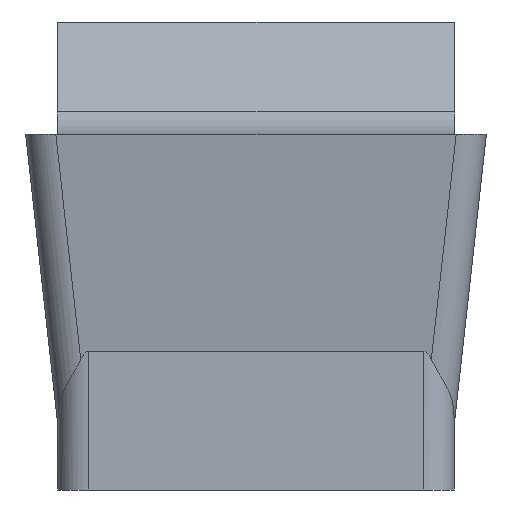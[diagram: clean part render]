
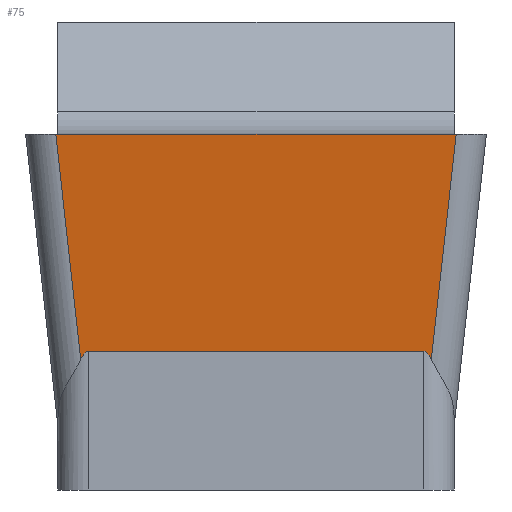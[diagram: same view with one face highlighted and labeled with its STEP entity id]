
A CAD part, front view. The second image highlights one B-rep face of the part: STEP entity #75.
In plain terms, the highlighted planar face has unit normal (0, -0.993, -0.122).
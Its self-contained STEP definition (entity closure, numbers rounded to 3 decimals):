
#75=ADVANCED_FACE('HEAD_NEUTRAL_UDF_SU2',(#129),#101,.F.);
#101=PLANE('',#750);
#129=FACE_OUTER_BOUND('',#163,.T.);
#163=EDGE_LOOP('',(#333,#334,#335,#336,#337,#338));
#189=ELLIPSE('',#728,3.282,0.4);
#190=ELLIPSE('',#731,3.282,0.4);
#333=ORIENTED_EDGE('',*,*,#502,.F.);
#334=ORIENTED_EDGE('',*,*,#537,.T.);
#335=ORIENTED_EDGE('',*,*,#526,.F.);
#336=ORIENTED_EDGE('',*,*,#538,.T.);
#337=ORIENTED_EDGE('',*,*,#504,.F.);
#338=ORIENTED_EDGE('',*,*,#497,.T.);
#429=VERTEX_POINT('',#1122);
#430=VERTEX_POINT('',#1123);
#433=VERTEX_POINT('',#1140);
#434=VERTEX_POINT('',#1145);
#446=VERTEX_POINT('',#1203);
#447=VERTEX_POINT('',#1205);
#497=EDGE_CURVE('',#429,#430,#575,.T.);
#502=EDGE_CURVE('',#433,#430,#189,.T.);
#504=EDGE_CURVE('',#429,#434,#190,.T.);
#526=EDGE_CURVE('',#446,#447,#592,.T.);
#537=EDGE_CURVE('',#433,#447,#599,.T.);
#538=EDGE_CURVE('',#446,#434,#600,.T.);
#575=LINE('',#1121,#635);
#592=LINE('',#1204,#652);
#599=LINE('',#1258,#659);
#600=LINE('',#1259,#660);
#635=VECTOR('',#828,1.);
#652=VECTOR('',#877,1.);
#659=VECTOR('',#898,1.);
#660=VECTOR('',#899,1.);
#728=AXIS2_PLACEMENT_3D('',#1141,#834,#835);
#731=AXIS2_PLACEMENT_3D('',#1144,#840,#841);
#750=AXIS2_PLACEMENT_3D('',#1260,#900,#901);
#828=DIRECTION('',(1.,0.,0.));
#834=DIRECTION('',(0.,-0.993,-0.122));
#835=DIRECTION('',(0.,0.122,-0.993));
#840=DIRECTION('',(0.,-0.993,-0.122));
#841=DIRECTION('',(0.,-0.122,0.993));
#877=DIRECTION('',(1.,0.,0.));
#898=DIRECTION('',(0.109,-0.121,0.987));
#899=DIRECTION('',(0.109,0.121,-0.987));
#900=DIRECTION('',(0.,0.993,0.122));
#901=DIRECTION('',(1.,0.,0.));
#1121=CARTESIAN_POINT('',(0.,0.28,-2.851));
#1122=CARTESIAN_POINT('',(-2.2,0.28,-2.851));
#1123=CARTESIAN_POINT('',(2.2,0.28,-2.851));
#1140=CARTESIAN_POINT('',(2.301,0.293,-2.956));
#1141=CARTESIAN_POINT('',(2.2,0.68,-6.108));
#1144=CARTESIAN_POINT('',(-2.2,0.68,-6.108));
#1145=CARTESIAN_POINT('',(-2.301,0.293,-2.956));
#1203=CARTESIAN_POINT('',(-2.628,-0.07,0.));
#1204=CARTESIAN_POINT('',(0.,-0.07,0.));
#1205=CARTESIAN_POINT('',(2.628,-0.07,0.));
#1258=CARTESIAN_POINT('',(2.597,-0.035,-0.283));
#1259=CARTESIAN_POINT('',(-2.597,-0.035,-0.283));
#1260=CARTESIAN_POINT('',(0.,-0.07,0.));
